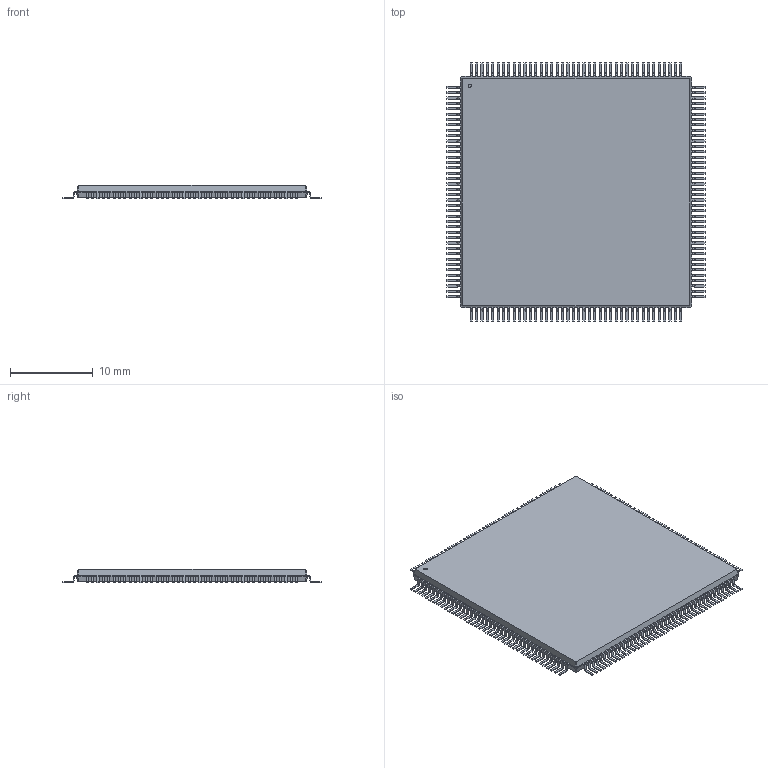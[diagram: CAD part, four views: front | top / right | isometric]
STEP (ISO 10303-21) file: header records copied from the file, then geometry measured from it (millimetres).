
FILE_DESCRIPTION(/* description */ ('model of PQFP-160_28x28mm_P0.65mm'),/* implementation_level */ '2;1');
FILE_NAME(/* name */ 'PQFP-160_28x28mm_P0.65mm.step',/* time_stamp */ '1970-01-01T00:00:00',/* author */ ('KiCAD','kicad'),/* organization */ ('OCCT'),/* preprocessor_version */ '',/* originating_system */ 'KiCAD',/* authorisation */ '');
FILE_SCHEMA(('AUTOMOTIVE_DESIGN { 1 0 10303 214 1 1 1 1 }'));
Length unit declared in the file: millimetre
Products named in the file (1): PQFP-160_28x28mm_P0.65mm
Bounding box: 31.25 x 31.25 x 1.6 mm (x, y, z)
Volume: 1167.7 mm3; surface area: 1959.9 mm2
Topology: 1 solids, 1 shells, 2427 faces, 6625 edges, 4201 vertices
Faces by surface type: plane 1771, cylinder 640, bspline 16
Entity records: 48574 total; most frequent: ORIENTED_EDGE 11321, EDGE_CURVE 6625, CARTESIAN_POINT 5804, VERTEX_POINT 4201, LINE 4200, AXIS2_PLACEMENT_3D 3174, FACE_BOUND 2428, ADVANCED_FACE 2427
